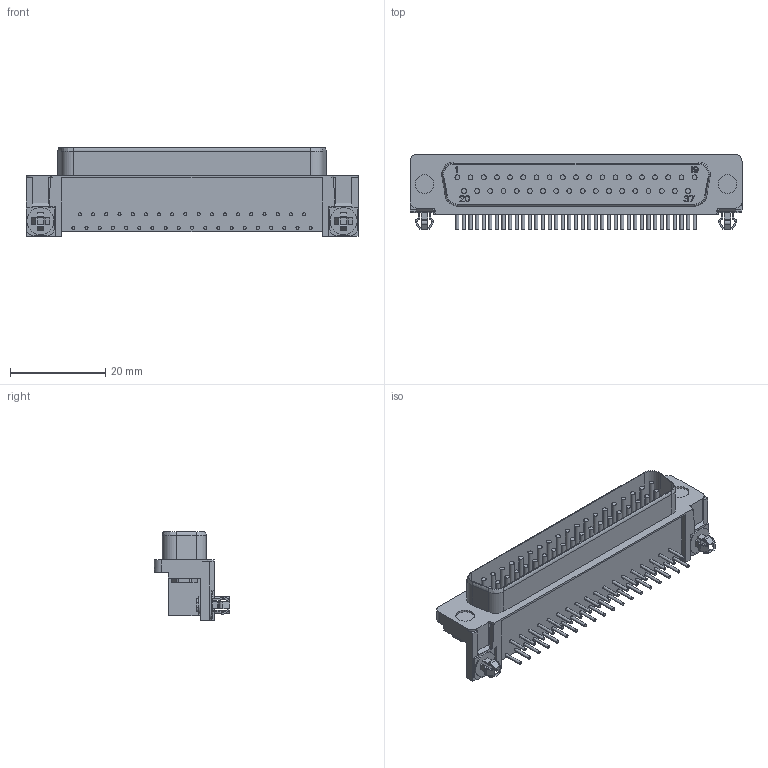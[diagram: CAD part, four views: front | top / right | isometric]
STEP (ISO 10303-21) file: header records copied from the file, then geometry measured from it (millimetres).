
FILE_DESCRIPTION((''),'2;1');
FILE_NAME('C-5747843-4','2011-08-31T',('workeradm'),('Tyco Electronics Ltd.'),'PRO/ENGINEER BY PARAMETRIC TECHNOLOGY CORPORATION, 2010430','PRO/ENGINEER BY PARAMETRIC TECHNOLOGY CORPORATION, 2010430','');
FILE_SCHEMA(('AUTOMOTIVE_DESIGN { 1 0 10303 214 1 1 1 1 }'));
Length unit declared in the file: millimetre
Products named in the file (1): C-5747843-4
Bounding box: 69.55 x 15.81 x 18.6 mm (x, y, z)
Volume: 7200.1 mm3; surface area: 6373.4 mm2
Topology: 1 solids, 1 shells, 757 faces, 1920 edges, 1272 vertices
Faces by surface type: plane 503, cylinder 250, bspline 4
Entity records: 23081 total; most frequent: CARTESIAN_POINT 4011, DIRECTION 3948, ORIENTED_EDGE 3840, EDGE_CURVE 1920, VECTOR 1398, LINE 1398, AXIS2_PLACEMENT_3D 1275, VERTEX_POINT 1272
